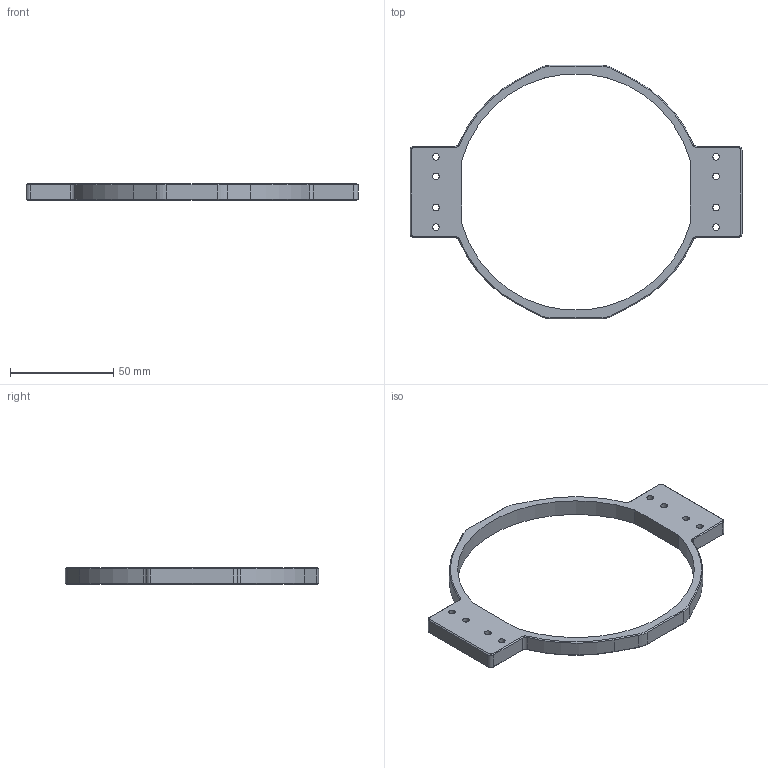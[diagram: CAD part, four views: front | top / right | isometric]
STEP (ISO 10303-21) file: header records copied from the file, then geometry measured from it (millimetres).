
FILE_DESCRIPTION (( 'STEP AP214' ), '1' );
FILE_NAME ('ヶ躇猾組盓傅.STEP', '2026-01-30T10:02:56', ( '' ), ( '' ), 'SwSTEP 2.0', 'SolidWorks 2024', '' );
FILE_SCHEMA (( 'AUTOMOTIVE_DESIGN' ));
Length unit declared in the file: millimetre
Products named in the file (1): 前密封舱支撑
Bounding box: 160.4 x 122.4 x 8 mm (x, y, z)
Volume: 26252.9 mm3; surface area: 13959.6 mm2
Topology: 1 solids, 1 shells, 134 faces, 316 edges, 192 vertices
Faces by surface type: plane 52, cylinder 50, cone 32
Entity records: 3883 total; most frequent: DIRECTION 718, CARTESIAN_POINT 643, ORIENTED_EDGE 632, EDGE_CURVE 316, AXIS2_PLACEMENT_3D 267, VERTEX_POINT 192, LINE 184, VECTOR 184
